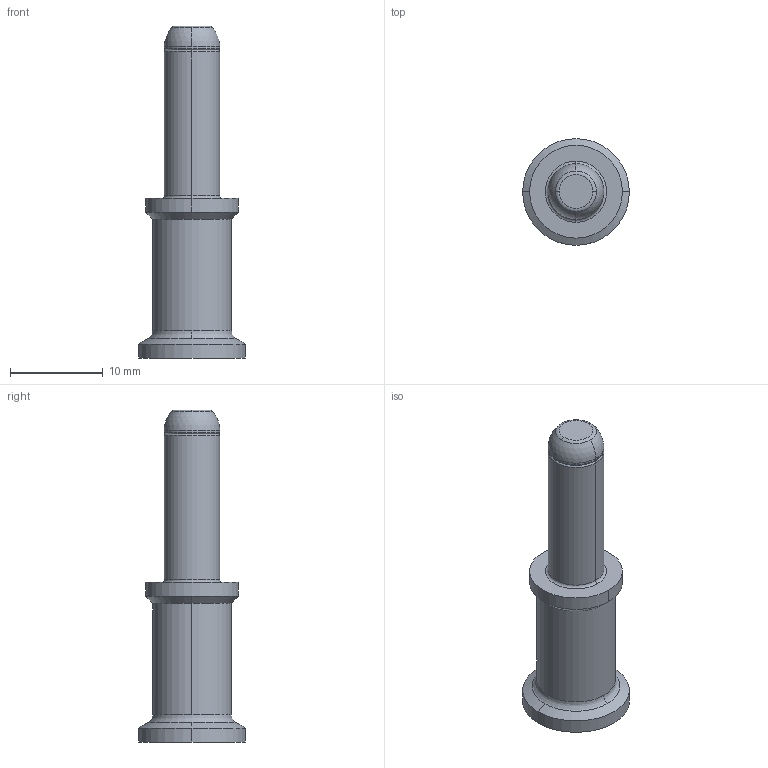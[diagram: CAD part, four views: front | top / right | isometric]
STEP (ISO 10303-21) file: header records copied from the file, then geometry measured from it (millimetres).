
FILE_DESCRIPTION(('Creo Elements/Direct Modeling STEP Export'),'2;1');
FILE_NAME('37jbk2e5hrl72341432','2022-03-23T10:28:16',(''),(''),'Creo Elements/Direct Modeling STEP processor for AP214 (Solid Model)','Creo Elements/Direct Modeling 20.1B 02-Apr-2019 (C) Parametric Technology GmbH','');
FILE_SCHEMA(('AUTOMOTIVE_DESIGN { 1 0 10303 214 1 1 1 1 }'));
Length unit declared in the file: millimetre
Products named in the file (2): 54702.16XF_B; CX7MA_16_XFP
Assembly tree (1 placements, depth 2):
  CX7MA_16_XFP
    54702.16XF_B
Bounding box: 11.5 x 11.5 x 35.8 mm (x, y, z)
Volume: 1095.9 mm3; surface area: 1466.2 mm2
Topology: 1 solids, 3 shells, 69 faces, 162 edges, 96 vertices
Faces by surface type: cylinder 24, cone 22, torus 16, plane 5, sphere 2
Entity records: 2462 total; most frequent: CARTESIAN_POINT 758, ORIENTED_EDGE 316, DIRECTION 292, EDGE_CURVE 158, AXIS2_PLACEMENT_3D 123, VERTEX_POINT 96, EDGE_LOOP 74, FACE_OUTER_BOUND 69
